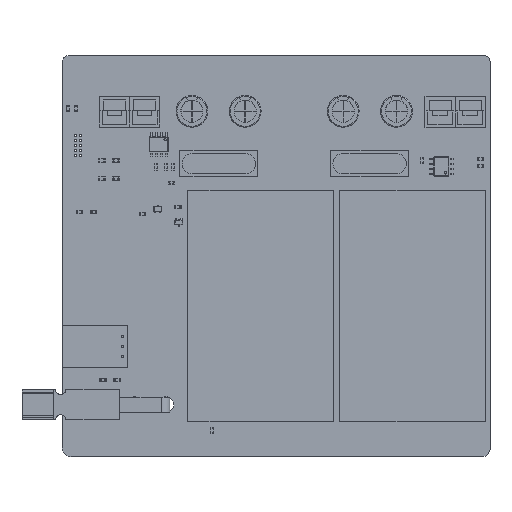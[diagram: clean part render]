
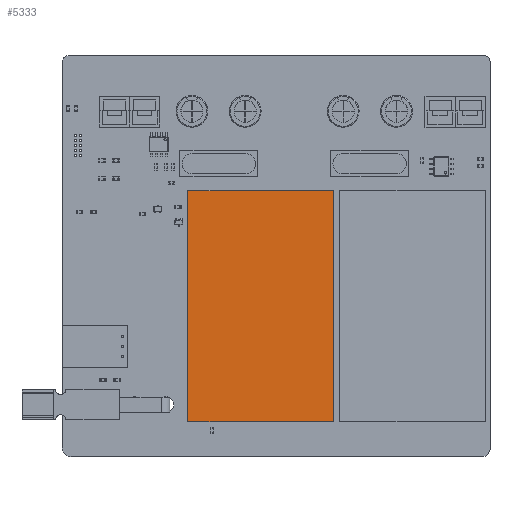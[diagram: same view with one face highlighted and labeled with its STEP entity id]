
A CAD part, top view. The second image highlights one B-rep face of the part: STEP entity #5333.
In plain terms, the highlighted planar face has unit normal (0, 0, 1).
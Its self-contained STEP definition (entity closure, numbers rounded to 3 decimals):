
#5024 = VERTEX_POINT('',#5025);
#5025 = CARTESIAN_POINT('',(0.,36.83,12.7));
#5034 = PLANE('',#5035);
#5035 = AXIS2_PLACEMENT_3D('',#5036,#5037,#5038);
#5036 = CARTESIAN_POINT('',(0.,36.83,12.7));
#5037 = DIRECTION('',(1.,0.,0.));
#5038 = DIRECTION('',(0.,1.,0.));
#5046 = PLANE('',#5047);
#5047 = AXIS2_PLACEMENT_3D('',#5048,#5049,#5050);
#5048 = CARTESIAN_POINT('',(58.42,36.83,12.7));
#5049 = DIRECTION('',(0.,-1.,0.));
#5050 = DIRECTION('',(1.,0.,0.));
#5058 = EDGE_CURVE('',#5024,#5059,#5061,.T.);
#5059 = VERTEX_POINT('',#5060);
#5060 = CARTESIAN_POINT('',(0.,0.,12.7));
#5061 = SURFACE_CURVE('',#5062,(#5066,#5073),.PCURVE_S1.);
#5062 = LINE('',#5063,#5064);
#5063 = CARTESIAN_POINT('',(0.,36.83,12.7));
#5064 = VECTOR('',#5065,1.);
#5065 = DIRECTION('',(0.,-1.,0.));
#5066 = PCURVE('',#5034,#5067);
#5067 = DEFINITIONAL_REPRESENTATION('',(#5068),#5072);
#5068 = LINE('',#5069,#5070);
#5069 = CARTESIAN_POINT('',(0.,0.));
#5070 = VECTOR('',#5071,1.);
#5071 = DIRECTION('',(-1.,0.));
#5072 = ( GEOMETRIC_REPRESENTATION_CONTEXT(2) 
PARAMETRIC_REPRESENTATION_CONTEXT() REPRESENTATION_CONTEXT('2D SPACE',''
  ) );
#5073 = PCURVE('',#5074,#5079);
#5074 = PLANE('',#5075);
#5075 = AXIS2_PLACEMENT_3D('',#5076,#5077,#5078);
#5076 = CARTESIAN_POINT('',(0.,0.,12.7));
#5077 = DIRECTION('',(0.,0.,1.));
#5078 = DIRECTION('',(1.,0.,0.));
#5079 = DEFINITIONAL_REPRESENTATION('',(#5080),#5084);
#5080 = LINE('',#5081,#5082);
#5081 = CARTESIAN_POINT('',(0.,36.83));
#5082 = VECTOR('',#5083,1.);
#5083 = DIRECTION('',(0.,-1.));
#5084 = ( GEOMETRIC_REPRESENTATION_CONTEXT(2) 
PARAMETRIC_REPRESENTATION_CONTEXT() REPRESENTATION_CONTEXT('2D SPACE',''
  ) );
#5102 = PLANE('',#5103);
#5103 = AXIS2_PLACEMENT_3D('',#5104,#5105,#5106);
#5104 = CARTESIAN_POINT('',(0.,0.,12.7));
#5105 = DIRECTION('',(0.,1.,0.));
#5106 = DIRECTION('',(0.,0.,1.));
#5144 = EDGE_CURVE('',#5059,#5145,#5147,.T.);
#5145 = VERTEX_POINT('',#5146);
#5146 = CARTESIAN_POINT('',(58.42,0.,12.7));
#5147 = SURFACE_CURVE('',#5148,(#5152,#5159),.PCURVE_S1.);
#5148 = LINE('',#5149,#5150);
#5149 = CARTESIAN_POINT('',(0.,0.,12.7));
#5150 = VECTOR('',#5151,1.);
#5151 = DIRECTION('',(1.,0.,0.));
#5152 = PCURVE('',#5102,#5153);
#5153 = DEFINITIONAL_REPRESENTATION('',(#5154),#5158);
#5154 = LINE('',#5155,#5156);
#5155 = CARTESIAN_POINT('',(0.,0.));
#5156 = VECTOR('',#5157,1.);
#5157 = DIRECTION('',(0.,1.));
#5158 = ( GEOMETRIC_REPRESENTATION_CONTEXT(2) 
PARAMETRIC_REPRESENTATION_CONTEXT() REPRESENTATION_CONTEXT('2D SPACE',''
  ) );
#5159 = PCURVE('',#5074,#5160);
#5160 = DEFINITIONAL_REPRESENTATION('',(#5161),#5165);
#5161 = LINE('',#5162,#5163);
#5162 = CARTESIAN_POINT('',(0.,0.));
#5163 = VECTOR('',#5164,1.);
#5164 = DIRECTION('',(1.,0.));
#5165 = ( GEOMETRIC_REPRESENTATION_CONTEXT(2) 
PARAMETRIC_REPRESENTATION_CONTEXT() REPRESENTATION_CONTEXT('2D SPACE',''
  ) );
#5183 = PLANE('',#5184);
#5184 = AXIS2_PLACEMENT_3D('',#5185,#5186,#5187);
#5185 = CARTESIAN_POINT('',(58.42,0.,12.7));
#5186 = DIRECTION('',(-1.,0.,0.));
#5187 = DIRECTION('',(0.,-1.,0.));
#5220 = EDGE_CURVE('',#5145,#5221,#5223,.T.);
#5221 = VERTEX_POINT('',#5222);
#5222 = CARTESIAN_POINT('',(58.42,36.83,12.7));
#5223 = SURFACE_CURVE('',#5224,(#5228,#5235),.PCURVE_S1.);
#5224 = LINE('',#5225,#5226);
#5225 = CARTESIAN_POINT('',(58.42,0.,12.7));
#5226 = VECTOR('',#5227,1.);
#5227 = DIRECTION('',(0.,1.,0.));
#5228 = PCURVE('',#5183,#5229);
#5229 = DEFINITIONAL_REPRESENTATION('',(#5230),#5234);
#5230 = LINE('',#5231,#5232);
#5231 = CARTESIAN_POINT('',(0.,0.));
#5232 = VECTOR('',#5233,1.);
#5233 = DIRECTION('',(-1.,0.));
#5234 = ( GEOMETRIC_REPRESENTATION_CONTEXT(2) 
PARAMETRIC_REPRESENTATION_CONTEXT() REPRESENTATION_CONTEXT('2D SPACE',''
  ) );
#5235 = PCURVE('',#5074,#5236);
#5236 = DEFINITIONAL_REPRESENTATION('',(#5237),#5241);
#5237 = LINE('',#5238,#5239);
#5238 = CARTESIAN_POINT('',(58.42,0.));
#5239 = VECTOR('',#5240,1.);
#5240 = DIRECTION('',(0.,1.));
#5241 = ( GEOMETRIC_REPRESENTATION_CONTEXT(2) 
PARAMETRIC_REPRESENTATION_CONTEXT() REPRESENTATION_CONTEXT('2D SPACE',''
  ) );
#5312 = EDGE_CURVE('',#5221,#5024,#5313,.T.);
#5313 = SURFACE_CURVE('',#5314,(#5318,#5325),.PCURVE_S1.);
#5314 = LINE('',#5315,#5316);
#5315 = CARTESIAN_POINT('',(58.42,36.83,12.7));
#5316 = VECTOR('',#5317,1.);
#5317 = DIRECTION('',(-1.,0.,0.));
#5318 = PCURVE('',#5046,#5319);
#5319 = DEFINITIONAL_REPRESENTATION('',(#5320),#5324);
#5320 = LINE('',#5321,#5322);
#5321 = CARTESIAN_POINT('',(0.,0.));
#5322 = VECTOR('',#5323,1.);
#5323 = DIRECTION('',(-1.,0.));
#5324 = ( GEOMETRIC_REPRESENTATION_CONTEXT(2) 
PARAMETRIC_REPRESENTATION_CONTEXT() REPRESENTATION_CONTEXT('2D SPACE',''
  ) );
#5325 = PCURVE('',#5074,#5326);
#5326 = DEFINITIONAL_REPRESENTATION('',(#5327),#5331);
#5327 = LINE('',#5328,#5329);
#5328 = CARTESIAN_POINT('',(58.42,36.83));
#5329 = VECTOR('',#5330,1.);
#5330 = DIRECTION('',(-1.,0.));
#5331 = ( GEOMETRIC_REPRESENTATION_CONTEXT(2) 
PARAMETRIC_REPRESENTATION_CONTEXT() REPRESENTATION_CONTEXT('2D SPACE',''
  ) );
#5333 = ADVANCED_FACE('',(#5334),#5074,.T.);
#5334 = FACE_BOUND('',#5335,.T.);
#5335 = EDGE_LOOP('',(#5336,#5337,#5338,#5339));
#5336 = ORIENTED_EDGE('',*,*,#5058,.T.);
#5337 = ORIENTED_EDGE('',*,*,#5144,.T.);
#5338 = ORIENTED_EDGE('',*,*,#5220,.T.);
#5339 = ORIENTED_EDGE('',*,*,#5312,.T.);
